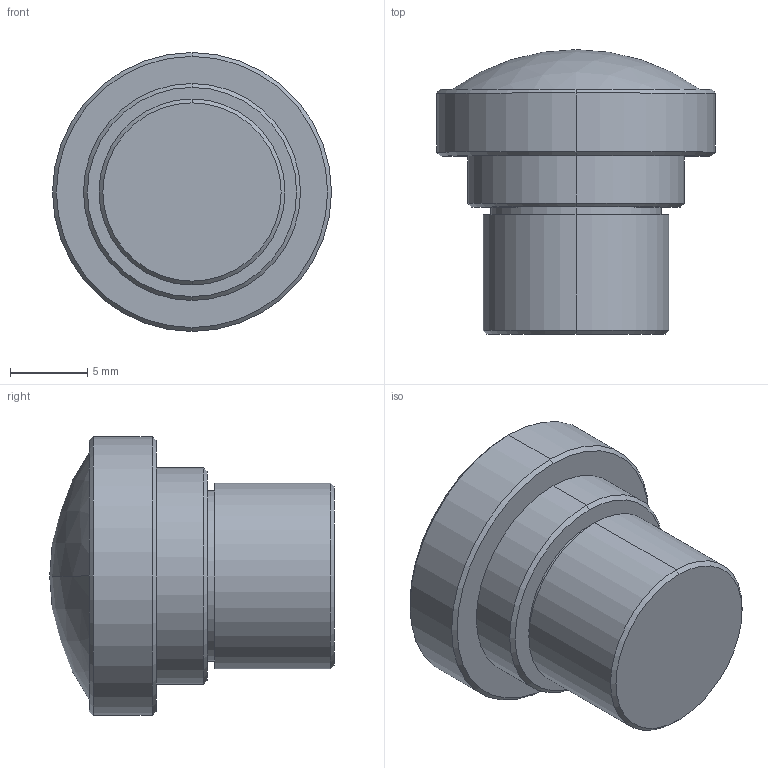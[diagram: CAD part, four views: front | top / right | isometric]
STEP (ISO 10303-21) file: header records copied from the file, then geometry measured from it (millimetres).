
FILE_DESCRIPTION (( 'STEP AP214' ), '1' );
FILE_NAME ('L078-2.78-M12.STEP', '', ( '' ), ( '' ), '', '', '' );
FILE_SCHEMA (( 'AUTOMOTIVE_DESIGN' ));
Length unit declared in the file: millimetre
Products named in the file (1): L078-2.78-M12
Bounding box: 18 x 18.36 x 18 mm (x, y, z)
Volume: 2780.7 mm3; surface area: 1232.7 mm2
Topology: 1 solids, 1 shells, 23 faces, 44 edges, 27 vertices
Faces by surface type: cone 8, cylinder 8, plane 5, sphere 2
Entity records: 624 total; most frequent: DIRECTION 120, CARTESIAN_POINT 95, ORIENTED_EDGE 88, AXIS2_PLACEMENT_3D 52, EDGE_CURVE 44, CIRCLE 28, EDGE_LOOP 27, VERTEX_POINT 27
